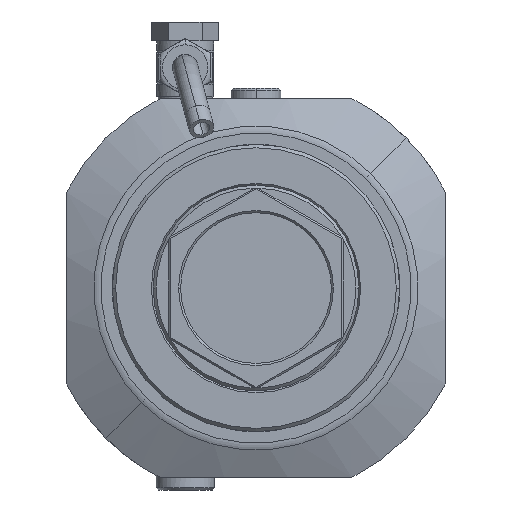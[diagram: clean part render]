
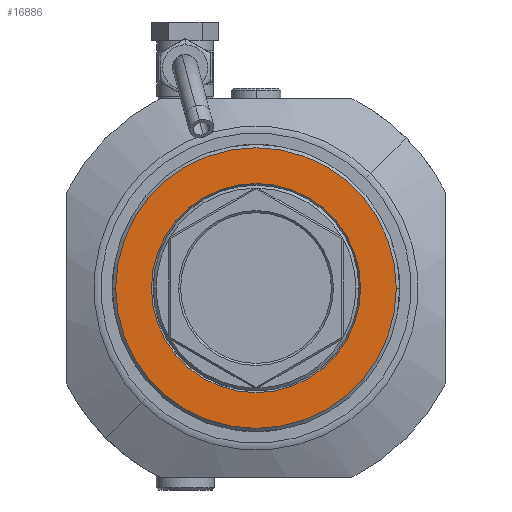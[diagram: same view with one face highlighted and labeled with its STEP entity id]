
A CAD part, left-side view. The second image highlights one B-rep face of the part: STEP entity #16886.
In plain terms, the highlighted planar face has unit normal (-1, 0, 0).
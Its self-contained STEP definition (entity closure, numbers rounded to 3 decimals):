
#7920=CARTESIAN_POINT('',(-26.5,0.,0.));
#7921=DIRECTION('',(-1.,0.,0.));
#7922=DIRECTION('',(0.,1.,0.));
#7923=AXIS2_PLACEMENT_3D('',#7920,#7921,#7922);
#7925=CARTESIAN_POINT('',(-26.5,0.,0.));
#7926=DIRECTION('',(-1.,0.,0.));
#7927=DIRECTION('',(0.,-1.,0.));
#7928=AXIS2_PLACEMENT_3D('',#7925,#7926,#7927);
#7930=CARTESIAN_POINT('',(-26.5,0.,0.));
#7931=DIRECTION('',(1.,0.,0.));
#7932=DIRECTION('',(0.,1.,0.));
#7933=AXIS2_PLACEMENT_3D('',#7930,#7931,#7932);
#7935=CARTESIAN_POINT('',(-26.5,0.,0.));
#7936=DIRECTION('',(1.,0.,0.));
#7937=DIRECTION('',(0.,-1.,0.));
#7938=AXIS2_PLACEMENT_3D('',#7935,#7936,#7937);
#9569=CARTESIAN_POINT('',(-26.5,25.116,0.));
#9570=CARTESIAN_POINT('',(-26.5,-25.116,0.));
#9571=VERTEX_POINT('',#9569);
#9572=VERTEX_POINT('',#9570);
#9573=CARTESIAN_POINT('',(-26.5,33.7,0.));
#9574=CARTESIAN_POINT('',(-26.5,-33.7,0.));
#9575=VERTEX_POINT('',#9573);
#9576=VERTEX_POINT('',#9574);
#16870=CARTESIAN_POINT('',(-26.5,0.,0.));
#16871=DIRECTION('',(-1.,0.,0.));
#16872=DIRECTION('',(0.,1.,0.));
#16873=AXIS2_PLACEMENT_3D('',#16870,#16871,#16872);
#16874=PLANE('',#16873);
#16875=ORIENTED_EDGE('',*,*,#16860,.F.);
#16877=ORIENTED_EDGE('',*,*,#16876,.F.);
#16878=EDGE_LOOP('',(#16875,#16877));
#16879=FACE_OUTER_BOUND('',#16878,.F.);
#16881=ORIENTED_EDGE('',*,*,#16880,.F.);
#16883=ORIENTED_EDGE('',*,*,#16882,.F.);
#16884=EDGE_LOOP('',(#16881,#16883));
#16885=FACE_BOUND('',#16884,.F.);
#7924=CIRCLE('',#7923,33.7);
#7929=CIRCLE('',#7928,33.7);
#7934=CIRCLE('',#7933,25.116);
#7939=CIRCLE('',#7938,25.116);
#16860=EDGE_CURVE('',#9575,#9576,#7924,.T.);
#16876=EDGE_CURVE('',#9576,#9575,#7929,.T.);
#16880=EDGE_CURVE('',#9571,#9572,#7934,.T.);
#16882=EDGE_CURVE('',#9572,#9571,#7939,.T.);
#16886=ADVANCED_FACE('',(#16879,#16885),#16874,.T.);
